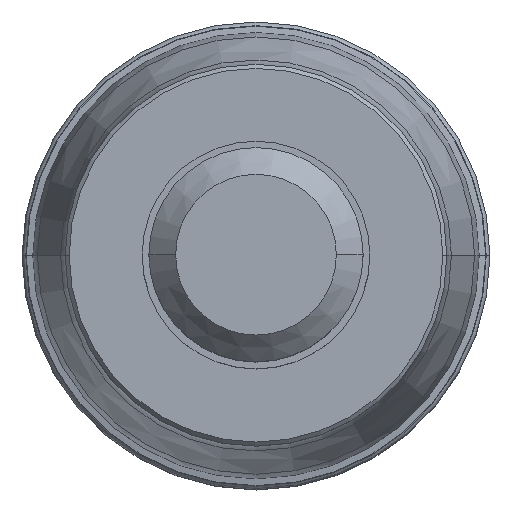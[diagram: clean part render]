
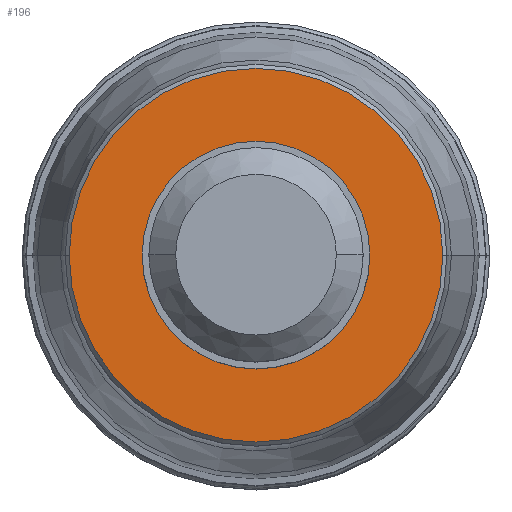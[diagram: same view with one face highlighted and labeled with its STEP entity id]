
A CAD part, top view. The second image highlights one B-rep face of the part: STEP entity #196.
In plain terms, the highlighted planar face has unit normal (0, 0, 1).
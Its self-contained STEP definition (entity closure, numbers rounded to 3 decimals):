
#28=PLANE('',#1611);
#33=FACE_BOUND('',#381,.T.);
#34=FACE_BOUND('',#382,.T.);
#196=ADVANCED_FACE('',(#33,#34),#28,.F.);
#381=EDGE_LOOP('',(#641,#642,#643,#644));
#382=EDGE_LOOP('',(#645,#646));
#641=ORIENTED_EDGE('',*,*,#1025,.T.);
#642=ORIENTED_EDGE('',*,*,#1029,.T.);
#643=ORIENTED_EDGE('',*,*,#1028,.T.);
#644=ORIENTED_EDGE('',*,*,#1026,.T.);
#645=ORIENTED_EDGE('',*,*,#1030,.T.);
#646=ORIENTED_EDGE('',*,*,#1031,.T.);
#864=VERTEX_POINT('',#3305);
#865=VERTEX_POINT('',#3307);
#866=VERTEX_POINT('',#3309);
#867=VERTEX_POINT('',#3313);
#868=VERTEX_POINT('',#3317);
#869=VERTEX_POINT('',#3318);
#1025=EDGE_CURVE('',#865,#864,#1240,.T.);
#1026=EDGE_CURVE('',#866,#865,#1241,.T.);
#1028=EDGE_CURVE('',#867,#866,#1242,.T.);
#1029=EDGE_CURVE('',#864,#867,#1243,.T.);
#1030=EDGE_CURVE('',#868,#869,#1244,.T.);
#1031=EDGE_CURVE('',#869,#868,#1245,.T.);
#1240=CIRCLE('',#1603,13.95);
#1241=CIRCLE('',#1604,13.95);
#1242=CIRCLE('',#1606,13.95);
#1243=CIRCLE('',#1607,13.95);
#1244=CIRCLE('',#1609,8.5);
#1245=CIRCLE('',#1610,8.5);
#1603=AXIS2_PLACEMENT_3D('',#3306,#1958,#1959);
#1604=AXIS2_PLACEMENT_3D('',#3308,#1960,#1961);
#1606=AXIS2_PLACEMENT_3D('',#3312,#1965,#1966);
#1607=AXIS2_PLACEMENT_3D('',#3314,#1967,#1968);
#1609=AXIS2_PLACEMENT_3D('',#3316,#1971,#1972);
#1610=AXIS2_PLACEMENT_3D('',#3319,#1973,#1974);
#1611=AXIS2_PLACEMENT_3D('',#3320,#1975,#1976);
#1958=DIRECTION('',(0.,0.,1.));
#1959=DIRECTION('',(0.,1.,0.));
#1960=DIRECTION('',(0.,0.,1.));
#1961=DIRECTION('',(1.,0.,0.));
#1965=DIRECTION('',(0.,0.,1.));
#1966=DIRECTION('',(0.,-1.,0.));
#1967=DIRECTION('',(0.,0.,1.));
#1968=DIRECTION('',(-1.,0.,0.));
#1971=DIRECTION('',(0.,0.,-1.));
#1972=DIRECTION('',(-1.,0.,0.));
#1973=DIRECTION('',(0.,0.,-1.));
#1974=DIRECTION('',(1.,0.,0.));
#1975=DIRECTION('',(0.,0.,-1.));
#1976=DIRECTION('',(1.,0.,0.));
#3305=CARTESIAN_POINT('',(-13.95,0.,0.));
#3306=CARTESIAN_POINT('',(0.,0.,0.));
#3307=CARTESIAN_POINT('',(0.,13.95,0.));
#3308=CARTESIAN_POINT('',(0.,0.,0.));
#3309=CARTESIAN_POINT('',(13.95,0.,0.));
#3312=CARTESIAN_POINT('',(0.,0.,0.));
#3313=CARTESIAN_POINT('',(0.,-13.95,0.));
#3314=CARTESIAN_POINT('',(0.,0.,0.));
#3316=CARTESIAN_POINT('',(0.,0.,0.));
#3317=CARTESIAN_POINT('',(-8.5,0.,0.));
#3318=CARTESIAN_POINT('',(8.5,0.,0.));
#3319=CARTESIAN_POINT('',(0.,0.,0.));
#3320=CARTESIAN_POINT('',(0.,0.,0.));
